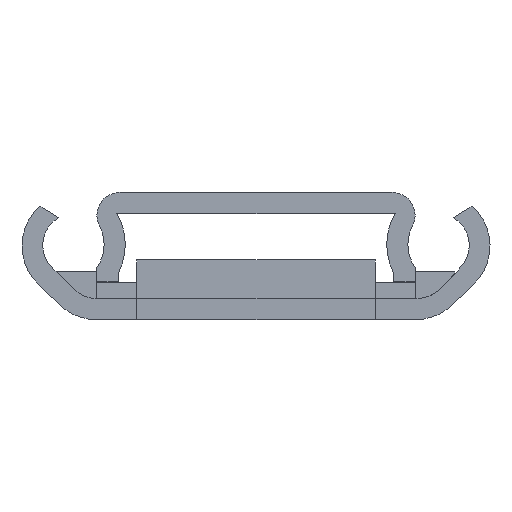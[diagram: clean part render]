
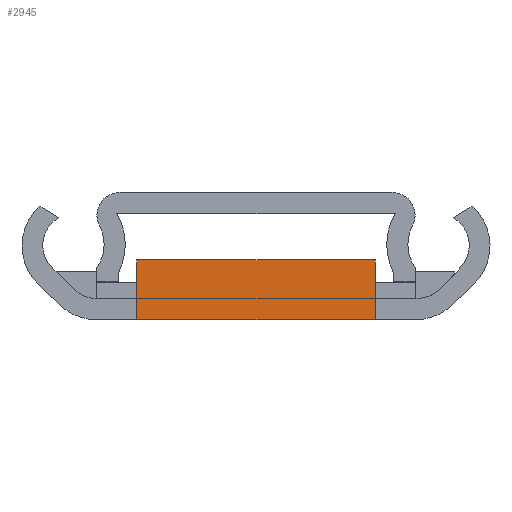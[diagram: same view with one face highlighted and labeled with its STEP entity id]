
A CAD part, left-side view. The second image highlights one B-rep face of the part: STEP entity #2945.
In plain terms, the highlighted face is planar.
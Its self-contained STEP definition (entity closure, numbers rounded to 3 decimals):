
#130 = VERTEX_POINT ( 'NONE', #984 ) ;
#286 = CARTESIAN_POINT ( 'NONE',  ( 4.5, 9., -200.8 ) ) ;
#316 = CARTESIAN_POINT ( 'NONE',  ( 4.5, -9., -200.8 ) ) ;
#462 = VECTOR ( 'NONE', #2803, 1000. ) ;
#765 = LINE ( 'NONE', #316, #1987 ) ;
#799 = DIRECTION ( 'NONE',  ( 0., -1., 0. ) ) ;
#826 = VECTOR ( 'NONE', #799, 1000. ) ;
#849 = VERTEX_POINT ( 'NONE', #2239 ) ;
#881 = EDGE_CURVE ( 'NONE', #2483, #3147, #1700, .T. ) ;
#984 = CARTESIAN_POINT ( 'NONE',  ( 1.6, -9., -200.8 ) ) ;
#1056 = VERTEX_POINT ( 'NONE', #1745 ) ;
#1250 = CARTESIAN_POINT ( 'NONE',  ( 0., 9., -200.8 ) ) ;
#1460 = DIRECTION ( 'NONE',  ( 1., 0., 0. ) ) ;
#1700 = LINE ( 'NONE', #1250, #826 ) ;
#1745 = CARTESIAN_POINT ( 'NONE',  ( 4.5, 9., -200.8 ) ) ;
#1757 = VECTOR ( 'NONE', #4025, 1000. ) ;
#1883 = ORIENTED_EDGE ( 'NONE', *, *, #3951, .T. ) ;
#1900 = CARTESIAN_POINT ( 'NONE',  ( 0., 9., -200.8 ) ) ;
#1987 = VECTOR ( 'NONE', #4054, 1000. ) ;
#1991 = DIRECTION ( 'NONE',  ( 1., 0., 0. ) ) ;
#2030 = DIRECTION ( 'NONE',  ( -1., 0., 0. ) ) ;
#2034 = ORIENTED_EDGE ( 'NONE', *, *, #3503, .T. ) ;
#2042 = EDGE_CURVE ( 'NONE', #3147, #130, #3629, .T. ) ;
#2070 = CARTESIAN_POINT ( 'NONE',  ( 4.5, -9., -200.8 ) ) ;
#2139 = FACE_OUTER_BOUND ( 'NONE', #2414, .T. ) ;
#2239 = CARTESIAN_POINT ( 'NONE',  ( 1.6, 9., -200.8 ) ) ;
#2353 = LINE ( 'NONE', #1900, #2659 ) ;
#2414 = EDGE_LOOP ( 'NONE', ( #2034, #3164, #2650, #1883, #3334, #3857 ) ) ;
#2429 = DIRECTION ( 'NONE',  ( 0., 0., 1. ) ) ;
#2459 = CARTESIAN_POINT ( 'NONE',  ( 4.5, 9., -200.8 ) ) ;
#2483 = VERTEX_POINT ( 'NONE', #2592 ) ;
#2592 = CARTESIAN_POINT ( 'NONE',  ( 0., 9., -200.8 ) ) ;
#2650 = ORIENTED_EDGE ( 'NONE', *, *, #3252, .F. ) ;
#2659 = VECTOR ( 'NONE', #1460, 1000. ) ;
#2772 = AXIS2_PLACEMENT_3D ( 'NONE', #2822, #2429, #1991 ) ;
#2803 = DIRECTION ( 'NONE',  ( 1., 0., 0. ) ) ;
#2822 = CARTESIAN_POINT ( 'NONE',  ( 0., 9., -200.8 ) ) ;
#2856 = LINE ( 'NONE', #2459, #3296 ) ;
#2902 = LINE ( 'NONE', #286, #1757 ) ;
#2945 = ADVANCED_FACE ( 'NONE', ( #2139 ), #3646, .F. ) ;
#3147 = VERTEX_POINT ( 'NONE', #3601 ) ;
#3164 = ORIENTED_EDGE ( 'NONE', *, *, #3701, .F. ) ;
#3221 = CARTESIAN_POINT ( 'NONE',  ( 0., -9., -200.8 ) ) ;
#3234 = VERTEX_POINT ( 'NONE', #2070 ) ;
#3252 = EDGE_CURVE ( 'NONE', #3234, #1056, #2902, .T. ) ;
#3296 = VECTOR ( 'NONE', #2030, 1000. ) ;
#3334 = ORIENTED_EDGE ( 'NONE', *, *, #2042, .F. ) ;
#3503 = EDGE_CURVE ( 'NONE', #2483, #849, #2353, .T. ) ;
#3601 = CARTESIAN_POINT ( 'NONE',  ( 0., -9., -200.8 ) ) ;
#3629 = LINE ( 'NONE', #3221, #462 ) ;
#3646 = PLANE ( 'NONE',  #2772 ) ;
#3701 = EDGE_CURVE ( 'NONE', #1056, #849, #2856, .T. ) ;
#3857 = ORIENTED_EDGE ( 'NONE', *, *, #881, .F. ) ;
#3951 = EDGE_CURVE ( 'NONE', #3234, #130, #765, .T. ) ;
#4025 = DIRECTION ( 'NONE',  ( 0., 1., 0. ) ) ;
#4054 = DIRECTION ( 'NONE',  ( -1., 0., 0. ) ) ;
